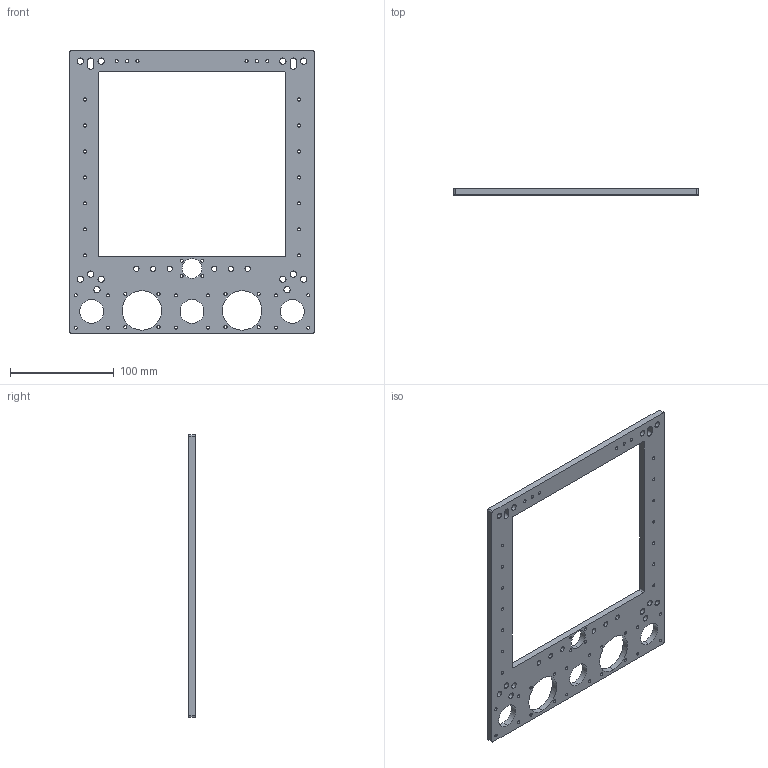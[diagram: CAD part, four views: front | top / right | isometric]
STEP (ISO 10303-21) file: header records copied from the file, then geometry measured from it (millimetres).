
FILE_DESCRIPTION (( 'STEP AP214' ), '1' );
FILE_NAME ('topPlate GBtTinyMII.STEP', '2022-06-05T17:29:26', ( '' ), ( '' ), 'SwSTEP 2.0', 'SolidWorks 2018', '' );
FILE_SCHEMA (( 'AUTOMOTIVE_DESIGN' ));
Length unit declared in the file: millimetre
Products named in the file (1): topPlate GBtTinyMII
Bounding box: 235 x 6 x 272 mm (x, y, z)
Volume: 162642.9 mm3; surface area: 72417.7 mm2
Topology: 1 solids, 1 shells, 164 faces, 486 edges, 324 vertices
Faces by surface type: cylinder 150, plane 14
Entity records: 5988 total; most frequent: DIRECTION 1116, CARTESIAN_POINT 975, ORIENTED_EDGE 972, EDGE_CURVE 486, AXIS2_PLACEMENT_3D 465, VERTEX_POINT 324, EDGE_LOOP 306, CIRCLE 300
